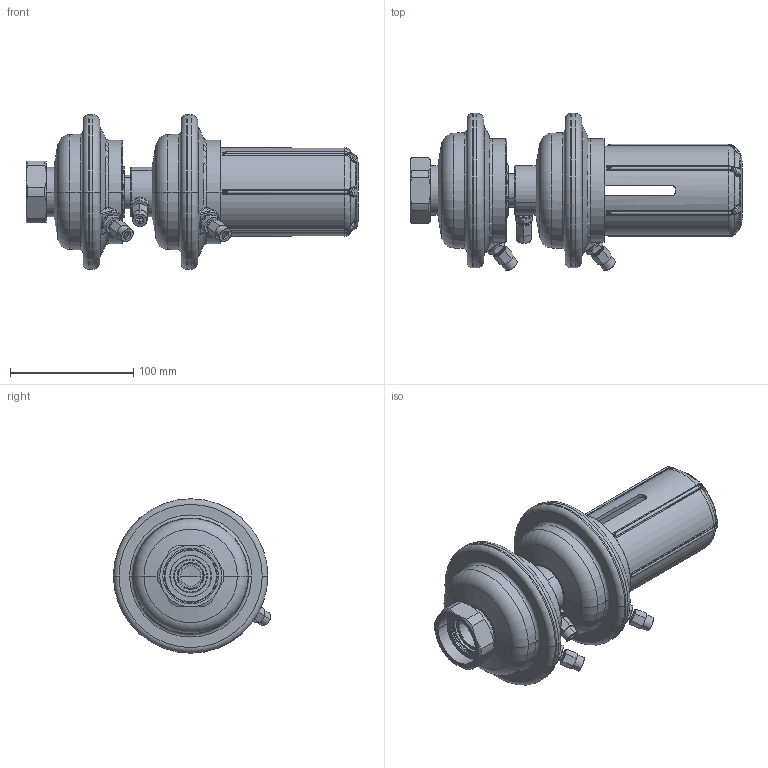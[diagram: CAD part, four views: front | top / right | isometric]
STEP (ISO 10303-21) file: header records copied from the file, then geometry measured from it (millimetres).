
FILE_DESCRIPTION((''),'2;1');
FILE_NAME('003H6838_ASM','2015-04-09T',('u317927'),('Danfoss'),'PRO/ENGINEER BY PARAMETRIC TECHNOLOGY CORPORATION, 2014000','PRO/ENGINEER BY PARAMETRIC TECHNOLOGY CORPORATION, 2014000','');
FILE_SCHEMA(('CONFIG_CONTROL_DESIGN'));
Length unit declared in the file: millimetre
Products named in the file (17): 88810780-MODIFIED; 8883816_ASM; 88810790_ZAVIHAN; 8883850_INST; 8883750_D45K_DOC_ASM; 88810710; SERTO3; SERTO-1_ASM; 8883807_INST; TRATA-MUTTER; D55A-D58A-XS0_2BAR_ASM; 100001376; 5201744; 8883510; 8883525; 5454032; 003H6838_ASM
Assembly tree (21 placements, depth 3):
  003H6838_ASM
    8883750_D45K_DOC_ASM
      88810780-MODIFIED
      8883816_ASM
      88810790_ZAVIHAN
      8883850_INST
    SERTO-1_ASM  x3
      88810710
      SERTO3
    D55A-D58A-XS0_2BAR_ASM
      88810780-MODIFIED
      88810790_ZAVIHAN
      8883807_INST
      TRATA-MUTTER
    100001376
    5201744
    8883510
    8883525
    5454032  x2
Bounding box: 269 x 127.3 x 125.09 mm (x, y, z)
Volume: 449764.1 mm3; surface area: 255764.5 mm2
Topology: 19 solids, 31 shells, 1590 faces, 3793 edges, 2291 vertices
Faces by surface type: plane 573, cone 345, cylinder 286, torus 196, bspline 176, sphere 14
Entity records: 35742 total; most frequent: CARTESIAN_POINT 13404, ORIENTED_EDGE 4742, DIRECTION 4465, EDGE_CURVE 2382, AXIS2_PLACEMENT_3D 1868, VERTEX_POINT 1433, EDGE_LOOP 1066, FACE_OUTER_BOUND 1007
